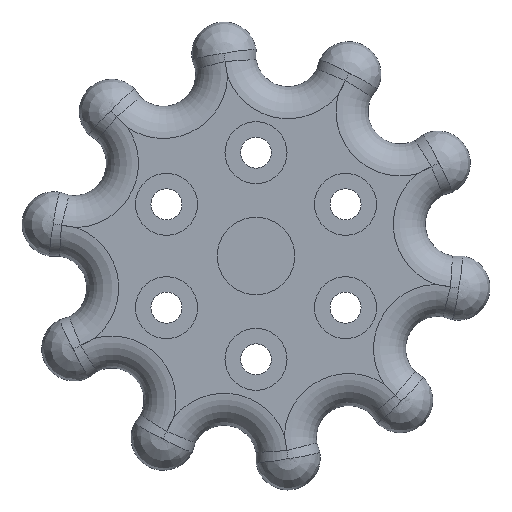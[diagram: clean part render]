
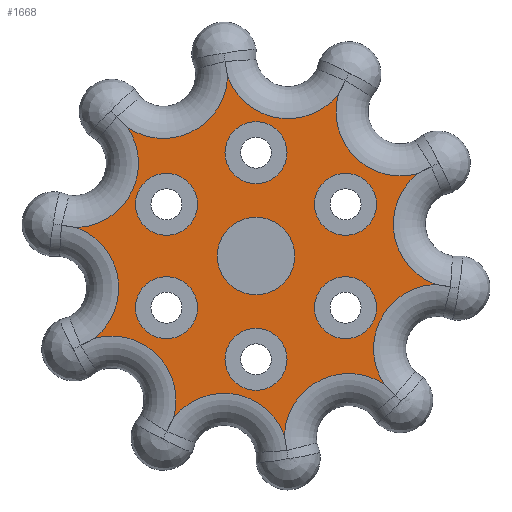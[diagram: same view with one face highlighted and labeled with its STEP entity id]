
A CAD part, left-side view. The second image highlights one B-rep face of the part: STEP entity #1668.
In plain terms, the highlighted planar face has unit normal (-1, 0, 0).
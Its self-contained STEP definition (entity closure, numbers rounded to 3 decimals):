
#110=FACE_BOUND('',#561,.T.);
#111=FACE_BOUND('',#562,.T.);
#112=FACE_BOUND('',#563,.T.);
#113=FACE_BOUND('',#564,.T.);
#114=FACE_BOUND('',#565,.T.);
#115=FACE_BOUND('',#566,.T.);
#116=FACE_BOUND('',#567,.T.);
#438=FACE_OUTER_BOUND('',#560,.T.);
#560=EDGE_LOOP('',(#1378,#1379,#1380,#1381,#1382,#1383,#1384,#1385,#1386,
#1387));
#561=EDGE_LOOP('',(#1388));
#562=EDGE_LOOP('',(#1389));
#563=EDGE_LOOP('',(#1390));
#564=EDGE_LOOP('',(#1391));
#565=EDGE_LOOP('',(#1392));
#566=EDGE_LOOP('',(#1393));
#567=EDGE_LOOP('',(#1394));
#614=CIRCLE('',#1729,3.75);
#652=CIRCLE('',#1802,3.);
#653=CIRCLE('',#1804,3.);
#654=CIRCLE('',#1806,3.);
#655=CIRCLE('',#1808,3.);
#656=CIRCLE('',#1821,6.229);
#657=CIRCLE('',#1825,6.229);
#658=CIRCLE('',#1828,6.229);
#659=CIRCLE('',#1831,6.229);
#660=CIRCLE('',#1834,6.229);
#675=CIRCLE('',#1854,6.229);
#676=CIRCLE('',#1856,6.229);
#677=CIRCLE('',#1857,6.229);
#678=CIRCLE('',#1858,6.229);
#679=CIRCLE('',#1859,6.229);
#680=CIRCLE('',#1860,3.);
#681=CIRCLE('',#1861,3.);
#696=VERTEX_POINT('',#2405);
#758=VERTEX_POINT('',#2591);
#759=VERTEX_POINT('',#2595);
#760=VERTEX_POINT('',#2599);
#761=VERTEX_POINT('',#2603);
#774=VERTEX_POINT('',#2942);
#776=VERTEX_POINT('',#2962);
#778=VERTEX_POINT('',#2996);
#779=VERTEX_POINT('',#3020);
#780=VERTEX_POINT('',#3044);
#781=VERTEX_POINT('',#3070);
#804=VERTEX_POINT('',#3157);
#806=VERTEX_POINT('',#3181);
#807=VERTEX_POINT('',#3183);
#808=VERTEX_POINT('',#3185);
#809=VERTEX_POINT('',#3188);
#810=VERTEX_POINT('',#3190);
#842=EDGE_CURVE('',#696,#696,#614,.T.);
#931=EDGE_CURVE('',#758,#758,#652,.T.);
#933=EDGE_CURVE('',#759,#759,#653,.T.);
#935=EDGE_CURVE('',#760,#760,#654,.T.);
#937=EDGE_CURVE('',#761,#761,#655,.T.);
#965=EDGE_CURVE('',#776,#774,#656,.T.);
#970=EDGE_CURVE('',#774,#778,#657,.T.);
#973=EDGE_CURVE('',#778,#779,#658,.T.);
#976=EDGE_CURVE('',#779,#780,#659,.T.);
#979=EDGE_CURVE('',#780,#781,#660,.T.);
#1005=EDGE_CURVE('',#781,#804,#675,.T.);
#1008=EDGE_CURVE('',#806,#776,#676,.T.);
#1009=EDGE_CURVE('',#807,#806,#677,.T.);
#1010=EDGE_CURVE('',#808,#807,#678,.T.);
#1011=EDGE_CURVE('',#804,#808,#679,.T.);
#1012=EDGE_CURVE('',#809,#809,#680,.T.);
#1013=EDGE_CURVE('',#810,#810,#681,.T.);
#1378=ORIENTED_EDGE('',*,*,#1008,.F.);
#1379=ORIENTED_EDGE('',*,*,#1009,.F.);
#1380=ORIENTED_EDGE('',*,*,#1010,.F.);
#1381=ORIENTED_EDGE('',*,*,#1011,.F.);
#1382=ORIENTED_EDGE('',*,*,#1005,.F.);
#1383=ORIENTED_EDGE('',*,*,#979,.F.);
#1384=ORIENTED_EDGE('',*,*,#976,.F.);
#1385=ORIENTED_EDGE('',*,*,#973,.F.);
#1386=ORIENTED_EDGE('',*,*,#970,.F.);
#1387=ORIENTED_EDGE('',*,*,#965,.F.);
#1388=ORIENTED_EDGE('',*,*,#842,.T.);
#1389=ORIENTED_EDGE('',*,*,#931,.T.);
#1390=ORIENTED_EDGE('',*,*,#933,.T.);
#1391=ORIENTED_EDGE('',*,*,#935,.T.);
#1392=ORIENTED_EDGE('',*,*,#937,.T.);
#1393=ORIENTED_EDGE('',*,*,#1012,.T.);
#1394=ORIENTED_EDGE('',*,*,#1013,.T.);
#1591=PLANE('',#1855);
#1668=ADVANCED_FACE('',(#438,#110,#111,#112,#113,#114,#115,#116),#1591,
 .T.);
#1729=AXIS2_PLACEMENT_3D('',#2406,#1925,#1926);
#1802=AXIS2_PLACEMENT_3D('',#2592,#2122,#2123);
#1804=AXIS2_PLACEMENT_3D('',#2596,#2127,#2128);
#1806=AXIS2_PLACEMENT_3D('',#2600,#2132,#2133);
#1808=AXIS2_PLACEMENT_3D('',#2604,#2137,#2138);
#1821=AXIS2_PLACEMENT_3D('',#2973,#2167,#2168);
#1825=AXIS2_PLACEMENT_3D('',#3017,#2175,#2176);
#1828=AXIS2_PLACEMENT_3D('',#3041,#2181,#2182);
#1831=AXIS2_PLACEMENT_3D('',#3067,#2187,#2188);
#1834=AXIS2_PLACEMENT_3D('',#3093,#2193,#2194);
#1854=AXIS2_PLACEMENT_3D('',#3158,#2243,#2244);
#1855=AXIS2_PLACEMENT_3D('',#3180,#2245,#2246);
#1856=AXIS2_PLACEMENT_3D('',#3182,#2247,#2248);
#1857=AXIS2_PLACEMENT_3D('',#3184,#2249,#2250);
#1858=AXIS2_PLACEMENT_3D('',#3186,#2251,#2252);
#1859=AXIS2_PLACEMENT_3D('',#3187,#2253,#2254);
#1860=AXIS2_PLACEMENT_3D('',#3189,#2255,#2256);
#1861=AXIS2_PLACEMENT_3D('',#3191,#2257,#2258);
#1925=DIRECTION('center_axis',(1.,0.,0.));
#1926=DIRECTION('ref_axis',(0.,-1.,0.));
#2122=DIRECTION('center_axis',(1.,0.,0.));
#2123=DIRECTION('ref_axis',(0.,-1.,0.));
#2127=DIRECTION('center_axis',(1.,0.,0.));
#2128=DIRECTION('ref_axis',(0.,-1.,0.));
#2132=DIRECTION('center_axis',(1.,0.,0.));
#2133=DIRECTION('ref_axis',(0.,-1.,0.));
#2137=DIRECTION('center_axis',(1.,0.,0.));
#2138=DIRECTION('ref_axis',(0.,-1.,0.));
#2167=DIRECTION('center_axis',(-1.,0.,0.));
#2168=DIRECTION('ref_axis',(0.,0.156,-0.988));
#2175=DIRECTION('center_axis',(-1.,0.,0.));
#2176=DIRECTION('ref_axis',(0.,0.707,-0.707));
#2181=DIRECTION('center_axis',(-1.,0.,0.));
#2182=DIRECTION('ref_axis',(0.,0.988,-0.156));
#2187=DIRECTION('center_axis',(-1.,0.,0.));
#2188=DIRECTION('ref_axis',(0.,0.891,0.454));
#2193=DIRECTION('center_axis',(-1.,0.,0.));
#2194=DIRECTION('ref_axis',(0.,0.454,0.891));
#2243=DIRECTION('center_axis',(-1.,0.,0.));
#2244=DIRECTION('ref_axis',(0.,-0.156,0.988));
#2245=DIRECTION('center_axis',(-1.,0.,0.));
#2246=DIRECTION('ref_axis',(0.,-1.,0.));
#2247=DIRECTION('center_axis',(-1.,0.,0.));
#2248=DIRECTION('ref_axis',(0.,-0.454,-0.891));
#2249=DIRECTION('center_axis',(-1.,0.,0.));
#2250=DIRECTION('ref_axis',(0.,-0.891,-0.454));
#2251=DIRECTION('center_axis',(-1.,0.,0.));
#2252=DIRECTION('ref_axis',(0.,-0.988,0.156));
#2253=DIRECTION('center_axis',(-1.,0.,0.));
#2254=DIRECTION('ref_axis',(0.,-0.707,0.707));
#2255=DIRECTION('center_axis',(1.,0.,0.));
#2256=DIRECTION('ref_axis',(0.,-1.,0.));
#2257=DIRECTION('center_axis',(1.,0.,0.));
#2258=DIRECTION('ref_axis',(0.,-1.,0.));
#2405=CARTESIAN_POINT('',(87.693,67.053,159.81));
#2406=CARTESIAN_POINT('Origin',(87.693,63.303,159.81));
#2591=CARTESIAN_POINT('',(87.693,57.643,154.81));
#2592=CARTESIAN_POINT('Origin',(87.693,54.643,154.81));
#2595=CARTESIAN_POINT('',(87.693,57.643,164.81));
#2596=CARTESIAN_POINT('Origin',(87.693,54.643,164.81));
#2599=CARTESIAN_POINT('',(87.693,66.303,149.81));
#2600=CARTESIAN_POINT('Origin',(87.693,63.303,149.81));
#2603=CARTESIAN_POINT('',(87.693,66.303,169.81));
#2604=CARTESIAN_POINT('Origin',(87.693,63.303,169.81));
#2942=CARTESIAN_POINT('',(87.693,55.337,175.446));
#2962=CARTESIAN_POINT('',(87.693,66.048,177.142));
#2973=CARTESIAN_POINT('Origin',(87.693,60.213,179.321));
#2996=CARTESIAN_POINT('',(87.693,47.668,167.777));
#3017=CARTESIAN_POINT('Origin',(87.693,49.335,173.778));
#3020=CARTESIAN_POINT('',(87.693,45.971,157.065));
#3041=CARTESIAN_POINT('Origin',(87.693,43.793,162.9));
#3044=CARTESIAN_POINT('',(87.693,50.895,147.402));
#3067=CARTESIAN_POINT('Origin',(87.693,45.703,150.842));
#3070=CARTESIAN_POINT('',(87.693,60.558,142.478));
#3093=CARTESIAN_POINT('Origin',(87.693,54.335,142.209));
#3157=CARTESIAN_POINT('',(87.693,71.27,144.175));
#3158=CARTESIAN_POINT('Origin',(87.693,66.393,140.3));
#3180=CARTESIAN_POINT('Origin',(87.693,63.303,159.81));
#3181=CARTESIAN_POINT('',(87.693,75.712,172.219));
#3182=CARTESIAN_POINT('Origin',(87.693,72.271,177.411));
#3183=CARTESIAN_POINT('',(87.693,80.635,162.555));
#3184=CARTESIAN_POINT('Origin',(87.693,80.904,168.778));
#3185=CARTESIAN_POINT('',(87.693,78.939,151.844));
#3186=CARTESIAN_POINT('Origin',(87.693,82.814,156.72));
#3187=CARTESIAN_POINT('Origin',(87.693,77.271,145.842));
#3188=CARTESIAN_POINT('',(87.693,74.964,154.81));
#3189=CARTESIAN_POINT('Origin',(87.693,71.964,154.81));
#3190=CARTESIAN_POINT('',(87.693,74.964,164.81));
#3191=CARTESIAN_POINT('Origin',(87.693,71.964,164.81));
